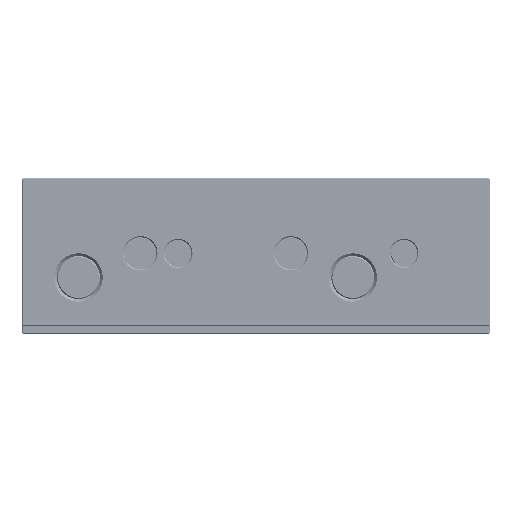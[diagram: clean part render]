
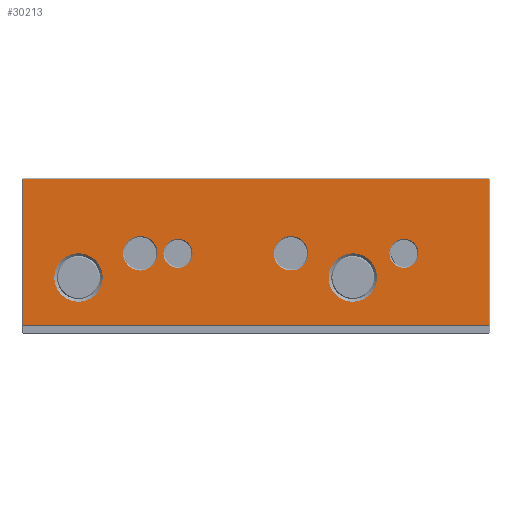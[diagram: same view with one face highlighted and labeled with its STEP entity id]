
A CAD part, left-side view. The second image highlights one B-rep face of the part: STEP entity #30213.
In plain terms, the highlighted planar face has unit normal (-1, 0, 0).
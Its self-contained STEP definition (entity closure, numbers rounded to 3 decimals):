
#466=FACE_BOUND('',#3936,.T.);
#467=FACE_BOUND('',#3937,.T.);
#468=FACE_BOUND('',#3938,.T.);
#469=FACE_BOUND('',#3939,.T.);
#470=FACE_BOUND('',#3940,.T.);
#471=FACE_BOUND('',#3941,.T.);
#1020=PLANE('',#32242);
#1306=CIRCLE('',#32243,4.5);
#1307=CIRCLE('',#32244,3.2);
#1308=CIRCLE('',#32245,2.7);
#1309=CIRCLE('',#32246,2.7);
#1310=CIRCLE('',#32247,3.2);
#1311=CIRCLE('',#32248,4.5);
#2089=FACE_OUTER_BOUND('',#3935,.T.);
#3935=EDGE_LOOP('',(#20015,#20016,#20017,#20018));
#3936=EDGE_LOOP('',(#20019));
#3937=EDGE_LOOP('',(#20020));
#3938=EDGE_LOOP('',(#20021));
#3939=EDGE_LOOP('',(#20022));
#3940=EDGE_LOOP('',(#20023));
#3941=EDGE_LOOP('',(#20024));
#8399=LINE('',#46554,#9989);
#8407=LINE('',#46570,#9997);
#8416=LINE('',#46589,#10006);
#8435=LINE('',#46622,#10025);
#9989=VECTOR('',#34930,10.);
#9997=VECTOR('',#34944,10.);
#10006=VECTOR('',#34963,10.);
#10025=VECTOR('',#34998,10.);
#11749=VERTEX_POINT('',#46544);
#11750=VERTEX_POINT('',#46548);
#11756=VERTEX_POINT('',#46565);
#11759=VERTEX_POINT('',#46582);
#11768=VERTEX_POINT('',#46626);
#11769=VERTEX_POINT('',#46628);
#11770=VERTEX_POINT('',#46630);
#11771=VERTEX_POINT('',#46632);
#11772=VERTEX_POINT('',#46634);
#11773=VERTEX_POINT('',#46636);
#14952=EDGE_CURVE('',#11750,#11749,#8399,.T.);
#14960=EDGE_CURVE('',#11749,#11756,#8407,.T.);
#14969=EDGE_CURVE('',#11759,#11750,#8416,.T.);
#14988=EDGE_CURVE('',#11756,#11759,#8435,.T.);
#14990=EDGE_CURVE('',#11768,#11768,#1306,.T.);
#14991=EDGE_CURVE('',#11769,#11769,#1307,.T.);
#14992=EDGE_CURVE('',#11770,#11770,#1308,.T.);
#14993=EDGE_CURVE('',#11771,#11771,#1309,.T.);
#14994=EDGE_CURVE('',#11772,#11772,#1310,.T.);
#14995=EDGE_CURVE('',#11773,#11773,#1311,.T.);
#20015=ORIENTED_EDGE('',*,*,#14952,.F.);
#20016=ORIENTED_EDGE('',*,*,#14969,.F.);
#20017=ORIENTED_EDGE('',*,*,#14988,.F.);
#20018=ORIENTED_EDGE('',*,*,#14960,.F.);
#20019=ORIENTED_EDGE('',*,*,#14990,.F.);
#20020=ORIENTED_EDGE('',*,*,#14991,.F.);
#20021=ORIENTED_EDGE('',*,*,#14992,.F.);
#20022=ORIENTED_EDGE('',*,*,#14993,.F.);
#20023=ORIENTED_EDGE('',*,*,#14994,.F.);
#20024=ORIENTED_EDGE('',*,*,#14995,.F.);
#30213=ADVANCED_FACE('',(#2089,#466,#467,#468,#469,#470,#471),#1020,.T.);
#32242=AXIS2_PLACEMENT_3D('',#46625,#35002,#35003);
#32243=AXIS2_PLACEMENT_3D('',#46627,#35004,#35005);
#32244=AXIS2_PLACEMENT_3D('',#46629,#35006,#35007);
#32245=AXIS2_PLACEMENT_3D('',#46631,#35008,#35009);
#32246=AXIS2_PLACEMENT_3D('',#46633,#35010,#35011);
#32247=AXIS2_PLACEMENT_3D('',#46635,#35012,#35013);
#32248=AXIS2_PLACEMENT_3D('',#46637,#35014,#35015);
#34930=DIRECTION('',(0.,1.,0.));
#34944=DIRECTION('',(0.,0.,1.));
#34963=DIRECTION('',(0.,0.,-1.));
#34998=DIRECTION('',(0.,-1.,0.));
#35002=DIRECTION('center_axis',(-1.,0.,0.));
#35003=DIRECTION('ref_axis',(0.,-1.,0.));
#35004=DIRECTION('center_axis',(-1.,0.,0.));
#35005=DIRECTION('ref_axis',(0.,0.,1.));
#35006=DIRECTION('center_axis',(-1.,0.,0.));
#35007=DIRECTION('ref_axis',(0.,0.,1.));
#35008=DIRECTION('center_axis',(-1.,0.,0.));
#35009=DIRECTION('ref_axis',(0.,0.,1.));
#35010=DIRECTION('center_axis',(-1.,0.,0.));
#35011=DIRECTION('ref_axis',(0.,0.,1.));
#35012=DIRECTION('center_axis',(-1.,0.,0.));
#35013=DIRECTION('ref_axis',(0.,0.,1.));
#35014=DIRECTION('center_axis',(-1.,0.,0.));
#35015=DIRECTION('ref_axis',(0.,0.,1.));
#46544=CARTESIAN_POINT('',(0.,86.75,0.25));
#46548=CARTESIAN_POINT('',(0.,0.25,0.25));
#46554=CARTESIAN_POINT('',(0.,65.25,0.25));
#46565=CARTESIAN_POINT('',(0.,86.75,27.25));
#46570=CARTESIAN_POINT('',(0.,86.75,0.));
#46582=CARTESIAN_POINT('',(0.,0.25,27.25));
#46589=CARTESIAN_POINT('',(0.,0.25,0.));
#46622=CARTESIAN_POINT('',(0.,65.25,27.25));
#46625=CARTESIAN_POINT('Origin',(0.,87.,0.));
#46626=CARTESIAN_POINT('',(0.,25.5,4.5));
#46627=CARTESIAN_POINT('Origin',(0.,25.5,9.));
#46628=CARTESIAN_POINT('',(0.,37.,10.3));
#46629=CARTESIAN_POINT('Origin',(0.,37.,13.5));
#46630=CARTESIAN_POINT('',(0.,16.,10.8));
#46631=CARTESIAN_POINT('Origin',(0.,16.,13.5));
#46632=CARTESIAN_POINT('',(0.,58.,10.8));
#46633=CARTESIAN_POINT('Origin',(0.,58.,13.5));
#46634=CARTESIAN_POINT('',(0.,65.,10.3));
#46635=CARTESIAN_POINT('Origin',(0.,65.,13.5));
#46636=CARTESIAN_POINT('',(0.,76.5,4.5));
#46637=CARTESIAN_POINT('Origin',(0.,76.5,9.));
